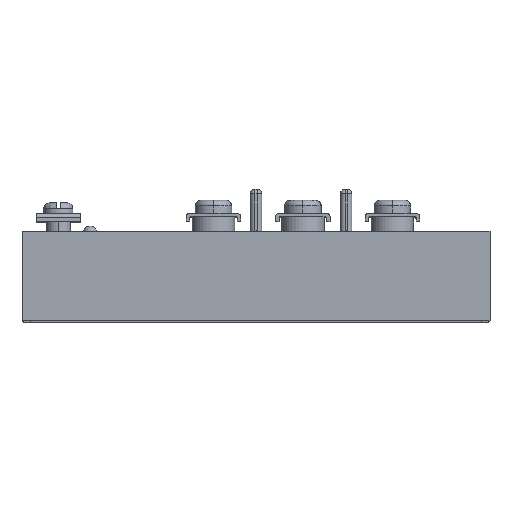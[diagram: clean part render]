
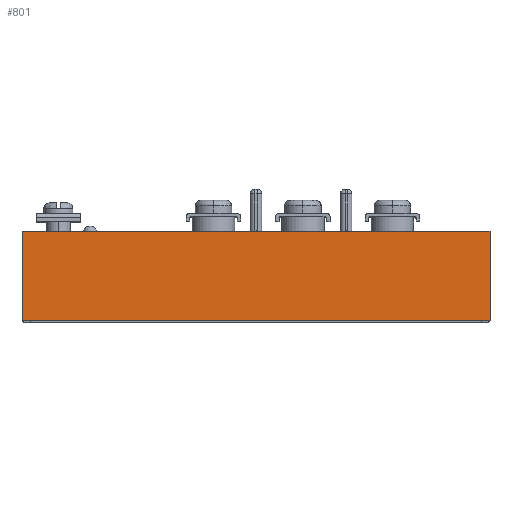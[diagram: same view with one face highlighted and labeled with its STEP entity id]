
A CAD part, top view. The second image highlights one B-rep face of the part: STEP entity #801.
In plain terms, the highlighted planar face has unit normal (0, 0, 1).
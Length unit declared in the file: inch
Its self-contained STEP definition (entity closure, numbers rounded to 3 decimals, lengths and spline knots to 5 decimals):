
#741 = AXIS2_PLACEMENT_3D ( 'NONE', #30453, #8396, #34156 ) ;
#801 = ADVANCED_FACE ( 'NONE', ( #26241 ), #41207, .T. ) ;
#5578 = CARTESIAN_POINT ( 'NONE',  ( 2.00152, 0.64663, 0.77868 ) ) ;
#5961 = CARTESIAN_POINT ( 'NONE',  ( -2.11848, -0.14037, 0.77868 ) ) ;
#6430 = VERTEX_POINT ( 'NONE', #27130 ) ;
#8396 = DIRECTION ( 'NONE',  ( 0., 0., 1. ) ) ;
#8798 = EDGE_CURVE ( 'NONE', #30451, #6430, #26931, .T. ) ;
#10652 = LINE ( 'NONE', #45816, #38867 ) ;
#12824 = LINE ( 'NONE', #37015, #39894 ) ;
#15945 = ORIENTED_EDGE ( 'NONE', *, *, #38011, .T. ) ;
#16430 = VECTOR ( 'NONE', #45344, 39.37008 ) ;
#17103 = VECTOR ( 'NONE', #43145, 39.37008 ) ;
#18509 = EDGE_LOOP ( 'NONE', ( #20718, #32270, #15945, #35060 ) ) ;
#20126 = DIRECTION ( 'NONE',  ( 0., 1., 0. ) ) ;
#20718 = ORIENTED_EDGE ( 'NONE', *, *, #37925, .T. ) ;
#24733 = CARTESIAN_POINT ( 'NONE',  ( -2.11848, -0.14037, 0.77868 ) ) ;
#26241 = FACE_OUTER_BOUND ( 'NONE', #18509, .T. ) ;
#26931 = LINE ( 'NONE', #24733, #17103 ) ;
#27130 = CARTESIAN_POINT ( 'NONE',  ( 2.00152, -0.14037, 0.77868 ) ) ;
#30451 = VERTEX_POINT ( 'NONE', #5961 ) ;
#30453 = CARTESIAN_POINT ( 'NONE',  ( -2.11848, -0.14037, 0.77868 ) ) ;
#32270 = ORIENTED_EDGE ( 'NONE', *, *, #8798, .T. ) ;
#34156 = DIRECTION ( 'NONE',  ( 1., 0., 0. ) ) ;
#34293 = CARTESIAN_POINT ( 'NONE',  ( -2.11848, -0.14037, 0.77868 ) ) ;
#35060 = ORIENTED_EDGE ( 'NONE', *, *, #41081, .T. ) ;
#35529 = VERTEX_POINT ( 'NONE', #5578 ) ;
#37015 = CARTESIAN_POINT ( 'NONE',  ( -2.11848, 0.64663, 0.77868 ) ) ;
#37647 = CARTESIAN_POINT ( 'NONE',  ( -2.11848, 0.64663, 0.77868 ) ) ;
#37925 = EDGE_CURVE ( 'NONE', #46447, #30451, #46893, .T. ) ;
#38011 = EDGE_CURVE ( 'NONE', #6430, #35529, #10652, .T. ) ;
#38867 = VECTOR ( 'NONE', #20126, 39.37008 ) ;
#39894 = VECTOR ( 'NONE', #40692, 39.37008 ) ;
#40692 = DIRECTION ( 'NONE',  ( -1., 0., 0. ) ) ;
#41081 = EDGE_CURVE ( 'NONE', #35529, #46447, #12824, .T. ) ;
#41207 = PLANE ( 'NONE',  #741 ) ;
#43145 = DIRECTION ( 'NONE',  ( 1., 0., 0. ) ) ;
#45344 = DIRECTION ( 'NONE',  ( 0., -1., 0. ) ) ;
#45816 = CARTESIAN_POINT ( 'NONE',  ( 2.00152, -0.14037, 0.77868 ) ) ;
#46447 = VERTEX_POINT ( 'NONE', #37647 ) ;
#46893 = LINE ( 'NONE', #34293, #16430 ) ;
